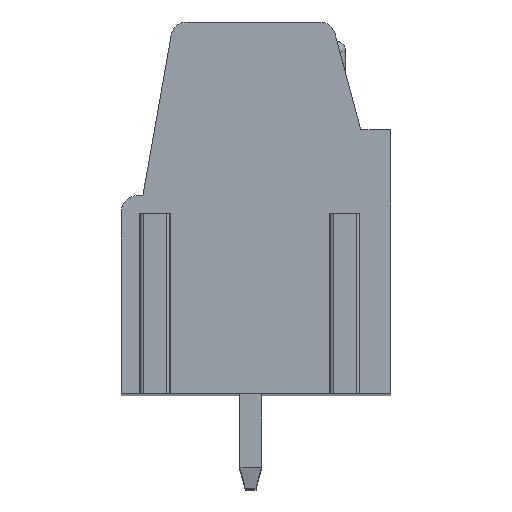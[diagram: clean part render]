
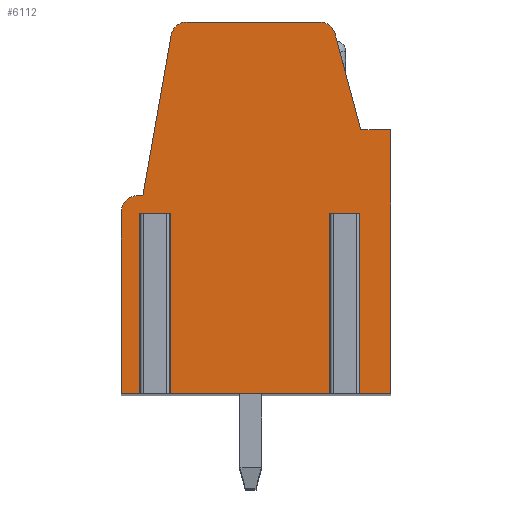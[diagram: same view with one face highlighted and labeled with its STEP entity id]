
A CAD part, top view. The second image highlights one B-rep face of the part: STEP entity #6112.
In plain terms, the highlighted planar face has unit normal (0, 0, 1).
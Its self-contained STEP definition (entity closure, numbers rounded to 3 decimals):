
#13=DIRECTION('',(-1.,0.,0.));
#14=VECTOR('',#13,0.62);
#15=CARTESIAN_POINT('',(3.61,-0.65,43.18));
#16=LINE('',#15,#14);
#17=DIRECTION('',(0.,1.,0.));
#18=VECTOR('',#17,6.7);
#19=CARTESIAN_POINT('',(2.99,-7.35,43.18));
#20=LINE('',#19,#18);
#21=DIRECTION('',(1.,0.,0.));
#22=VECTOR('',#21,6.43);
#23=CARTESIAN_POINT('',(-3.44,-7.35,43.18));
#24=LINE('',#23,#22);
#25=DIRECTION('',(0.,1.,0.));
#26=VECTOR('',#25,6.7);
#27=CARTESIAN_POINT('',(-3.44,-7.35,43.18));
#28=LINE('',#27,#26);
#29=DIRECTION('',(-1.,0.,0.));
#30=VECTOR('',#29,0.62);
#31=CARTESIAN_POINT('',(-3.44,-0.65,43.18));
#32=LINE('',#31,#30);
#33=DIRECTION('',(0.,1.,0.));
#34=VECTOR('',#33,6.7);
#35=CARTESIAN_POINT('',(-4.06,-7.35,43.18));
#36=LINE('',#35,#34);
#37=DIRECTION('',(1.,0.,0.));
#38=VECTOR('',#37,0.94);
#39=CARTESIAN_POINT('',(-5.,-7.35,43.18));
#40=LINE('',#39,#38);
#41=DIRECTION('',(0.,-1.,0.));
#42=VECTOR('',#41,6.75);
#43=CARTESIAN_POINT('',(-5.,-0.6,43.18));
#44=LINE('',#43,#42);
#45=CARTESIAN_POINT('',(-4.4,-0.6,43.18));
#46=DIRECTION('',(0.,0.,1.));
#47=DIRECTION('',(0.,1.,0.));
#48=AXIS2_PLACEMENT_3D('',#45,#46,#47);
#50=DIRECTION('',(-1.,0.,0.));
#51=VECTOR('',#50,0.2);
#52=CARTESIAN_POINT('',(-4.2,0.,43.18));
#53=LINE('',#52,#51);
#54=DIRECTION('',(-0.174,-0.985,0.));
#55=VECTOR('',#54,6.046);
#56=CARTESIAN_POINT('',(-3.15,5.954,43.18));
#57=LINE('',#56,#55);
#58=CARTESIAN_POINT('',(-2.559,5.85,43.18));
#59=DIRECTION('',(0.,0.,1.));
#60=DIRECTION('',(0.,1.,0.));
#61=AXIS2_PLACEMENT_3D('',#58,#59,#60);
#63=DIRECTION('',(-1.,0.,0.));
#64=VECTOR('',#63,4.917);
#65=CARTESIAN_POINT('',(2.358,6.45,43.18));
#66=LINE('',#65,#64);
#67=CARTESIAN_POINT('',(2.358,5.85,43.18));
#68=DIRECTION('',(0.,0.,1.));
#69=DIRECTION('',(0.966,0.259,0.));
#70=AXIS2_PLACEMENT_3D('',#67,#68,#69);
#72=DIRECTION('',(-0.259,0.966,0.));
#73=VECTOR('',#72,3.681);
#74=CARTESIAN_POINT('',(3.89,2.45,43.18));
#75=LINE('',#74,#73);
#76=DIRECTION('',(-1.,0.,0.));
#77=VECTOR('',#76,1.11);
#78=CARTESIAN_POINT('',(5.,2.45,43.18));
#79=LINE('',#78,#77);
#80=DIRECTION('',(0.,1.,0.));
#81=VECTOR('',#80,9.8);
#82=CARTESIAN_POINT('',(5.,-7.35,43.18));
#83=LINE('',#82,#81);
#84=DIRECTION('',(1.,0.,0.));
#85=VECTOR('',#84,1.39);
#86=CARTESIAN_POINT('',(3.61,-7.35,43.18));
#87=LINE('',#86,#85);
#88=DIRECTION('',(0.,1.,0.));
#89=VECTOR('',#88,6.7);
#90=CARTESIAN_POINT('',(3.61,-7.35,43.18));
#91=LINE('',#90,#89);
#4813=CARTESIAN_POINT('',(-5.,-0.6,43.18));
#4814=CARTESIAN_POINT('',(-5.,-7.35,43.18));
#4815=VERTEX_POINT('',#4813);
#4816=VERTEX_POINT('',#4814);
#4817=CARTESIAN_POINT('',(5.,-7.35,43.18));
#4818=CARTESIAN_POINT('',(5.,2.45,43.18));
#4819=VERTEX_POINT('',#4817);
#4820=VERTEX_POINT('',#4818);
#4821=CARTESIAN_POINT('',(3.89,2.45,43.18));
#4822=VERTEX_POINT('',#4821);
#4823=CARTESIAN_POINT('',(2.937,6.005,43.18));
#4824=VERTEX_POINT('',#4823);
#4825=CARTESIAN_POINT('',(2.358,6.45,43.18));
#4826=VERTEX_POINT('',#4825);
#4827=CARTESIAN_POINT('',(-2.559,6.45,43.18));
#4828=VERTEX_POINT('',#4827);
#4829=CARTESIAN_POINT('',(-3.15,5.954,43.18));
#4830=VERTEX_POINT('',#4829);
#4831=CARTESIAN_POINT('',(-4.2,0.,43.18));
#4832=VERTEX_POINT('',#4831);
#4833=CARTESIAN_POINT('',(-4.4,0.,43.18));
#4834=VERTEX_POINT('',#4833);
#4953=CARTESIAN_POINT('',(3.61,-0.65,43.18));
#4954=CARTESIAN_POINT('',(2.99,-0.65,43.18));
#4955=VERTEX_POINT('',#4953);
#4956=VERTEX_POINT('',#4954);
#4957=CARTESIAN_POINT('',(-3.44,-0.65,43.18));
#4958=CARTESIAN_POINT('',(-4.06,-0.65,43.18));
#4959=VERTEX_POINT('',#4957);
#4960=VERTEX_POINT('',#4958);
#4961=CARTESIAN_POINT('',(-4.06,-7.35,43.18));
#4962=VERTEX_POINT('',#4961);
#4963=CARTESIAN_POINT('',(-3.44,-7.35,43.18));
#4964=VERTEX_POINT('',#4963);
#4965=CARTESIAN_POINT('',(3.61,-7.35,43.18));
#4966=VERTEX_POINT('',#4965);
#4967=CARTESIAN_POINT('',(2.99,-7.35,43.18));
#4968=VERTEX_POINT('',#4967);
#6067=CARTESIAN_POINT('',(0.,0.,43.18));
#6068=DIRECTION('',(0.,0.,1.));
#6069=DIRECTION('',(1.,0.,0.));
#6070=AXIS2_PLACEMENT_3D('',#6067,#6068,#6069);
#6071=PLANE('',#6070);
#6073=ORIENTED_EDGE('',*,*,#6072,.T.);
#6075=ORIENTED_EDGE('',*,*,#6074,.F.);
#6077=ORIENTED_EDGE('',*,*,#6076,.F.);
#6079=ORIENTED_EDGE('',*,*,#6078,.T.);
#6081=ORIENTED_EDGE('',*,*,#6080,.T.);
#6083=ORIENTED_EDGE('',*,*,#6082,.F.);
#6085=ORIENTED_EDGE('',*,*,#6084,.F.);
#6087=ORIENTED_EDGE('',*,*,#6086,.F.);
#6089=ORIENTED_EDGE('',*,*,#6088,.F.);
#6091=ORIENTED_EDGE('',*,*,#6090,.F.);
#6093=ORIENTED_EDGE('',*,*,#6092,.F.);
#6095=ORIENTED_EDGE('',*,*,#6094,.F.);
#6097=ORIENTED_EDGE('',*,*,#6096,.F.);
#6099=ORIENTED_EDGE('',*,*,#6098,.F.);
#6101=ORIENTED_EDGE('',*,*,#6100,.F.);
#6103=ORIENTED_EDGE('',*,*,#6102,.F.);
#6105=ORIENTED_EDGE('',*,*,#6104,.F.);
#6107=ORIENTED_EDGE('',*,*,#6106,.F.);
#6109=ORIENTED_EDGE('',*,*,#6108,.T.);
#6110=EDGE_LOOP('',(#6073,#6075,#6077,#6079,#6081,#6083,#6085,#6087,#6089,#6091,
#6093,#6095,#6097,#6099,#6101,#6103,#6105,#6107,#6109));
#6111=FACE_OUTER_BOUND('',#6110,.F.);
#49=CIRCLE('',#48,0.6);
#62=CIRCLE('',#61,0.6);
#71=CIRCLE('',#70,0.6);
#6072=EDGE_CURVE('',#4955,#4956,#16,.T.);
#6074=EDGE_CURVE('',#4968,#4956,#20,.T.);
#6076=EDGE_CURVE('',#4964,#4968,#24,.T.);
#6078=EDGE_CURVE('',#4964,#4959,#28,.T.);
#6080=EDGE_CURVE('',#4959,#4960,#32,.T.);
#6082=EDGE_CURVE('',#4962,#4960,#36,.T.);
#6084=EDGE_CURVE('',#4816,#4962,#40,.T.);
#6086=EDGE_CURVE('',#4815,#4816,#44,.T.);
#6088=EDGE_CURVE('',#4834,#4815,#49,.T.);
#6090=EDGE_CURVE('',#4832,#4834,#53,.T.);
#6092=EDGE_CURVE('',#4830,#4832,#57,.T.);
#6094=EDGE_CURVE('',#4828,#4830,#62,.T.);
#6096=EDGE_CURVE('',#4826,#4828,#66,.T.);
#6098=EDGE_CURVE('',#4824,#4826,#71,.T.);
#6100=EDGE_CURVE('',#4822,#4824,#75,.T.);
#6102=EDGE_CURVE('',#4820,#4822,#79,.T.);
#6104=EDGE_CURVE('',#4819,#4820,#83,.T.);
#6106=EDGE_CURVE('',#4966,#4819,#87,.T.);
#6108=EDGE_CURVE('',#4966,#4955,#91,.T.);
#6112=ADVANCED_FACE('',(#6111),#6071,.T.);
